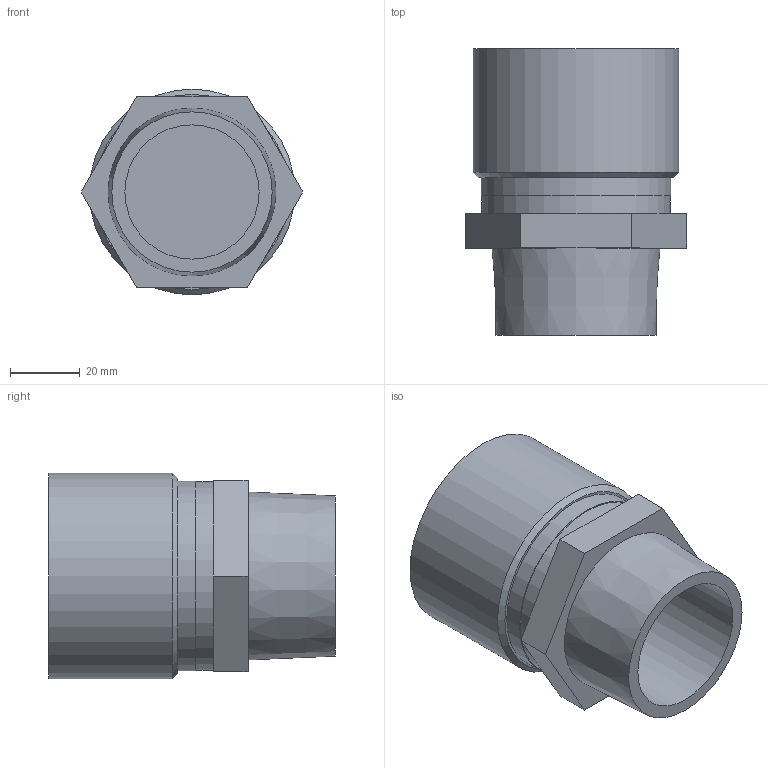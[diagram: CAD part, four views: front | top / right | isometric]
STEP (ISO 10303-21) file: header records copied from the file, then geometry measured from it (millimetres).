
FILE_DESCRIPTION( ( 'Unknown' ), '1' );
FILE_NAME( 'F18R11-2DN54.stp', 'Unknown', ( 'Unknown' ), ( 'Unknown' ), 'PSStep 14.0', 'Unknown', ' ' );
FILE_SCHEMA( ( 'AUTOMOTIVE_DESIGN { 1 0 10303 214 1 1 1 1 }' ) );
Length unit declared in the file: millimetre
Products named in the file (1): 1
Bounding box: 63.51 x 82.2 x 59 mm (x, y, z)
Volume: 62480.7 mm3; surface area: 32188.2 mm2
Topology: 1 solids, 1 shells, 24 faces, 55 edges, 40 vertices
Faces by surface type: plane 15, cylinder 6, cone 3
Full cylindrical faces by diameter (mm): 38.5 x1, 51 x1, 54 x2, 54.5 x1, 59 x1
Entity records: 804 total; most frequent: DIRECTION 106, CARTESIAN_POINT 99, ORIENTED_EDGE 80, AXIS2_PLACEMENT_3D 41, EDGE_LOOP 40, EDGE_CURVE 40, VERTEX_POINT 34, FACE_OUTER_BOUND 30
